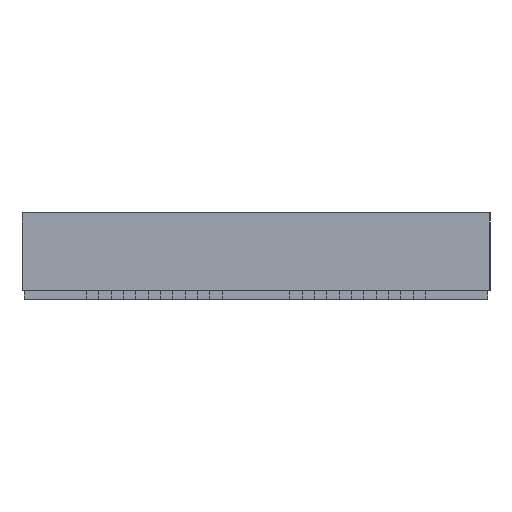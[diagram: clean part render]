
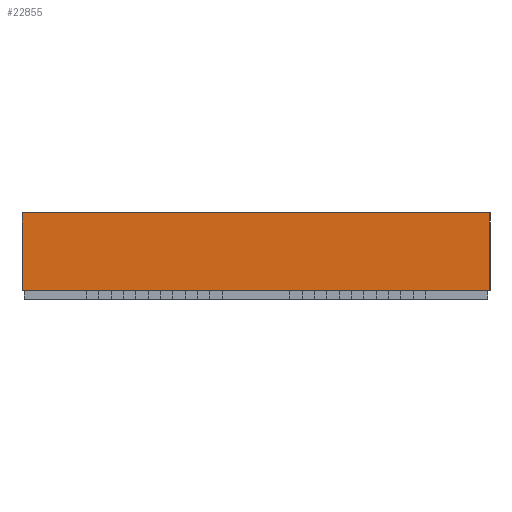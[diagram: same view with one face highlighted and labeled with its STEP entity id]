
A CAD part, left-side view. The second image highlights one B-rep face of the part: STEP entity #22855.
In plain terms, the highlighted planar face has unit normal (-1, 0, 0).
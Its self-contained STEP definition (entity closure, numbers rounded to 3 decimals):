
#186 = LINE ( 'NONE', #2564, #17337 ) ;
#322 = LINE ( 'NONE', #20952, #12048 ) ;
#731 = LINE ( 'NONE', #12117, #5565 ) ;
#1296 = AXIS2_PLACEMENT_3D ( 'NONE', #29091, #17696, #8256 ) ;
#1984 = EDGE_CURVE ( 'NONE', #10081, #12146, #731, .T. ) ;
#2564 = CARTESIAN_POINT ( 'NONE',  ( 84.489, 46.781, 0. ) ) ;
#3458 = VECTOR ( 'NONE', #14469, 1000. ) ;
#3661 = CARTESIAN_POINT ( 'NONE',  ( 84.489, 35.381, 0. ) ) ;
#4660 = VERTEX_POINT ( 'NONE', #28202 ) ;
#5021 = CARTESIAN_POINT ( 'NONE',  ( 84.489, 35.381, 2.1 ) ) ;
#5565 = VECTOR ( 'NONE', #16772, 1000. ) ;
#5895 = LINE ( 'NONE', #3661, #3458 ) ;
#6885 = EDGE_CURVE ( 'NONE', #15580, #12146, #186, .T. ) ;
#8256 = DIRECTION ( 'NONE',  ( 0., 0., 1. ) ) ;
#9866 = ORIENTED_EDGE ( 'NONE', *, *, #1984, .T. ) ;
#10081 = VERTEX_POINT ( 'NONE', #5021 ) ;
#10652 = CARTESIAN_POINT ( 'NONE',  ( 84.489, 46.781, 2.1 ) ) ;
#12048 = VECTOR ( 'NONE', #16358, 1000. ) ;
#12117 = CARTESIAN_POINT ( 'NONE',  ( 84.489, 46.781, 2.1 ) ) ;
#12146 = VERTEX_POINT ( 'NONE', #10652 ) ;
#12910 = FACE_OUTER_BOUND ( 'NONE', #17265, .T. ) ;
#14469 = DIRECTION ( 'NONE',  ( 0., 0., 1. ) ) ;
#14930 = EDGE_CURVE ( 'NONE', #4660, #10081, #5895, .T. ) ;
#15580 = VERTEX_POINT ( 'NONE', #24134 ) ;
#16358 = DIRECTION ( 'NONE',  ( 0., 1., 0. ) ) ;
#16666 = EDGE_CURVE ( 'NONE', #4660, #15580, #322, .T. ) ;
#16772 = DIRECTION ( 'NONE',  ( 0., 1., 0. ) ) ;
#17134 = ORIENTED_EDGE ( 'NONE', *, *, #6885, .F. ) ;
#17265 = EDGE_LOOP ( 'NONE', ( #28860, #24595, #9866, #17134 ) ) ;
#17337 = VECTOR ( 'NONE', #18144, 1000. ) ;
#17696 = DIRECTION ( 'NONE',  ( -1., 0., 0. ) ) ;
#18144 = DIRECTION ( 'NONE',  ( 0., 0., 1. ) ) ;
#20952 = CARTESIAN_POINT ( 'NONE',  ( 84.489, 38.256, 0.2 ) ) ;
#22609 = PLANE ( 'NONE',  #1296 ) ;
#22855 = ADVANCED_FACE ( 'NONE', ( #12910 ), #22609, .T. ) ;
#24134 = CARTESIAN_POINT ( 'NONE',  ( 84.489, 46.781, 0.2 ) ) ;
#24595 = ORIENTED_EDGE ( 'NONE', *, *, #14930, .T. ) ;
#28202 = CARTESIAN_POINT ( 'NONE',  ( 84.489, 35.381, 0.2 ) ) ;
#28860 = ORIENTED_EDGE ( 'NONE', *, *, #16666, .F. ) ;
#29091 = CARTESIAN_POINT ( 'NONE',  ( 84.489, 41.081, 0. ) ) ;
